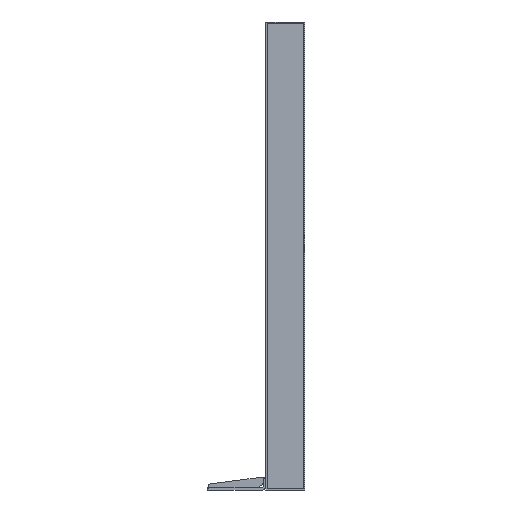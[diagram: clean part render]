
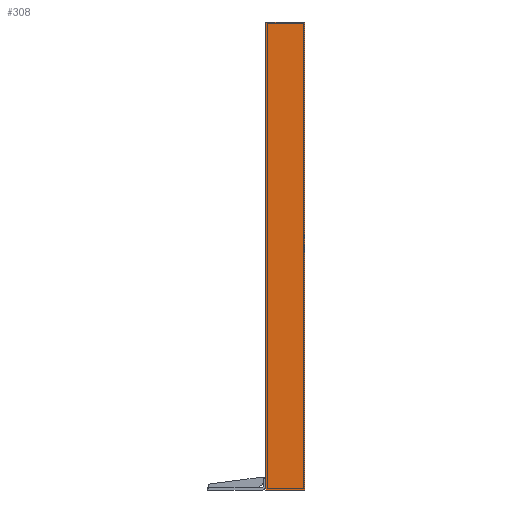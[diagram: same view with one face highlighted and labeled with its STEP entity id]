
A CAD part, left-side view. The second image highlights one B-rep face of the part: STEP entity #308.
In plain terms, the highlighted planar face has unit normal (-1, 0, 0).
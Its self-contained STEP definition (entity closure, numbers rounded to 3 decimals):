
#308=ADVANCED_FACE('',(#722),#723,.T.);
#722=FACE_OUTER_BOUND('',#1142,.T.);
#723=PLANE('',#1143);
#1142=EDGE_LOOP('',(#1960,#1961,#1962,#1963));
#1143=AXIS2_PLACEMENT_3D('',#1964,#1965,#1966);
#1960=ORIENTED_EDGE('',*,*,#2129,.T.);
#1961=ORIENTED_EDGE('',*,*,#2163,.T.);
#1962=ORIENTED_EDGE('',*,*,#2172,.T.);
#1963=ORIENTED_EDGE('',*,*,#2352,.T.);
#1964=CARTESIAN_POINT('',(-473.0,0.,340.));
#1965=DIRECTION('',(-1.0,0.,0.));
#1966=DIRECTION('',(0.,1.0,0.0));
#2129=EDGE_CURVE('',#2514,#2512,#2515,.T.);
#2163=EDGE_CURVE('',#2512,#2573,#2574,.T.);
#2172=EDGE_CURVE('',#2573,#2586,#2588,.T.);
#2352=EDGE_CURVE('',#2586,#2514,#2848,.T.);
#2512=VERTEX_POINT('',#3033);
#2514=VERTEX_POINT('',#3036);
#2515=LINE('',#3037,#3038);
#2573=VERTEX_POINT('',#3117);
#2574=LINE('',#3118,#3119);
#2586=VERTEX_POINT('',#3137);
#2588=LINE('',#3140,#3141);
#2848=LINE('',#3470,#3471);
#3033=CARTESIAN_POINT('',(-473.0,30.,-20.0));
#3036=CARTESIAN_POINT('',(-473.,30.0,700.));
#3037=CARTESIAN_POINT('',(-473.,30.0,700.));
#3038=VECTOR('',#3638,1000.0);
#3117=CARTESIAN_POINT('',(-473.0,-30.0,-20.0));
#3118=CARTESIAN_POINT('',(-473.0,30.,-20.0));
#3119=VECTOR('',#3678,1000.0);
#3137=CARTESIAN_POINT('',(-473.,-30.0,700.));
#3140=CARTESIAN_POINT('',(-473.,-30.,-20.));
#3141=VECTOR('',#3686,1000.0);
#3470=CARTESIAN_POINT('',(-473.,-30.0,700.));
#3471=VECTOR('',#3912,1000.0);
#3638=DIRECTION('',(0.,0.,-1.0));
#3678=DIRECTION('',(0.0,-1.0,0.0));
#3686=DIRECTION('',(0.,0.,1.0));
#3912=DIRECTION('',(0.,1.0,0.));
